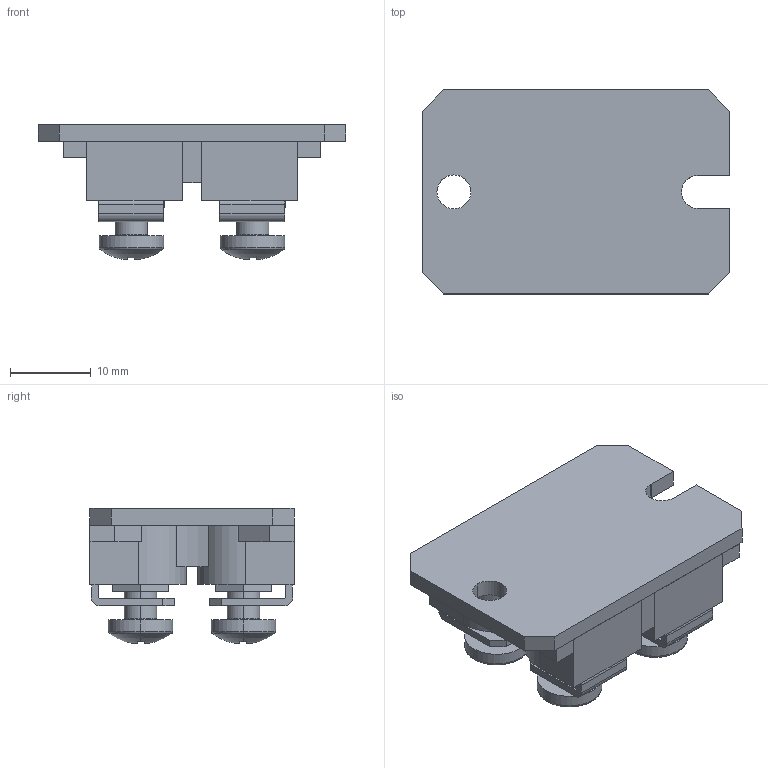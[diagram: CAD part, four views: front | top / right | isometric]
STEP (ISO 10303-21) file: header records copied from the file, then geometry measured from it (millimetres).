
FILE_DESCRIPTION((''),'2;1');
FILE_NAME('IXYS_SOT-227B_FLIP.stp','2012-10-15T14:28:31',(''),(''),'Mechanical Desktop 2011','Mechanical Desktop 2011',', , ');
FILE_SCHEMA(('AUTOMOTIVE_DESIGN { 1 2 10303 214 1 1 1 1 }'));
Length unit declared in the file: millimetre
Products named in the file (1): Product
Bounding box: 38.1 x 25.25 x 16.71 mm (x, y, z)
Volume: 8048.1 mm3; surface area: 8112.9 mm2
Topology: 22 solids, 22 shells, 312 faces, 752 edges, 480 vertices
Faces by surface type: plane 175, cylinder 45, bspline 44, cone 24, torus 16, sphere 8
Entity records: 9255 total; most frequent: CARTESIAN_POINT 1929, DIRECTION 1524, ORIENTED_EDGE 1488, EDGE_CURVE 744, AXIS2_PLACEMENT_3D 543, VERTEX_POINT 480, VECTOR 438, LINE 438
